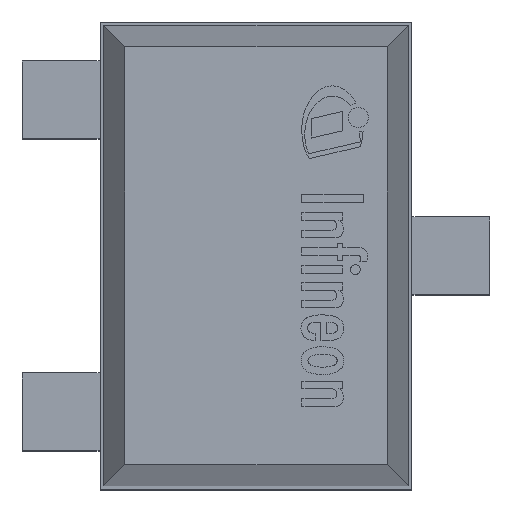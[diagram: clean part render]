
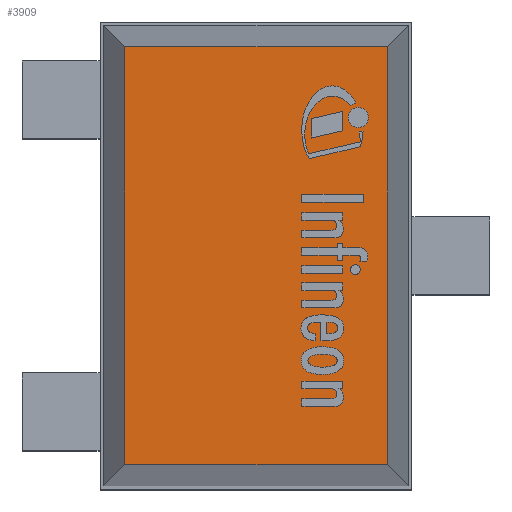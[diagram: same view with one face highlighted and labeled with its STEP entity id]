
A CAD part, top view. The second image highlights one B-rep face of the part: STEP entity #3909.
In plain terms, the highlighted planar face has unit normal (0, 0, 1).
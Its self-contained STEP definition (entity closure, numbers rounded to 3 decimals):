
#411=FACE_OUTER_BOUND('',#644,.T.);
#644=EDGE_LOOP('',(#2623,#2624,#2625,#2626));
#891=LINE('',#5948,#1254);
#892=LINE('',#5951,#1255);
#893=LINE('',#5953,#1256);
#894=LINE('',#5954,#1257);
#1254=VECTOR('',#4649,1.);
#1255=VECTOR('',#4652,1.);
#1256=VECTOR('',#4653,1.);
#1257=VECTOR('',#4654,1.);
#1611=VERTEX_POINT('',#5942);
#1613=VERTEX_POINT('',#5946);
#1614=VERTEX_POINT('',#5950);
#1615=VERTEX_POINT('',#5952);
#2015=EDGE_CURVE('',#1611,#1613,#891,.T.);
#2016=EDGE_CURVE('',#1613,#1614,#892,.T.);
#2017=EDGE_CURVE('',#1614,#1615,#893,.T.);
#2018=EDGE_CURVE('',#1611,#1615,#894,.T.);
#2623=ORIENTED_EDGE('',*,*,#2015,.T.);
#2624=ORIENTED_EDGE('',*,*,#2016,.T.);
#2625=ORIENTED_EDGE('',*,*,#2017,.T.);
#2626=ORIENTED_EDGE('',*,*,#2018,.F.);
#3792=PLANE('',#4160);
#3909=ADVANCED_FACE('',(#411),#3792,.T.);
#4160=AXIS2_PLACEMENT_3D('',#5949,#4650,#4651);
#4649=DIRECTION('',(1.,0.,0.));
#4650=DIRECTION('center_axis',(0.,0.,
1.));
#4651=DIRECTION('ref_axis',(1.,0.,0.));
#4652=DIRECTION('',(0.,1.,0.));
#4653=DIRECTION('',(-1.,0.,0.));
#4654=DIRECTION('',(0.,1.,0.));
#5942=CARTESIAN_POINT('',(-0.336,-0.536,0.59));
#5946=CARTESIAN_POINT('',(0.336,-0.536,0.59));
#5948=CARTESIAN_POINT('',(0.368,-0.536,0.59));
#5949=CARTESIAN_POINT('Origin',(0.336,-0.8,0.59));
#5950=CARTESIAN_POINT('',(0.336,0.536,0.59));
#5951=CARTESIAN_POINT('',(0.336,-0.8,0.59));
#5952=CARTESIAN_POINT('',(-0.336,0.536,0.59));
#5953=CARTESIAN_POINT('',(-0.027,0.536,0.59));
#5954=CARTESIAN_POINT('',(-0.336,-0.8,0.59));
